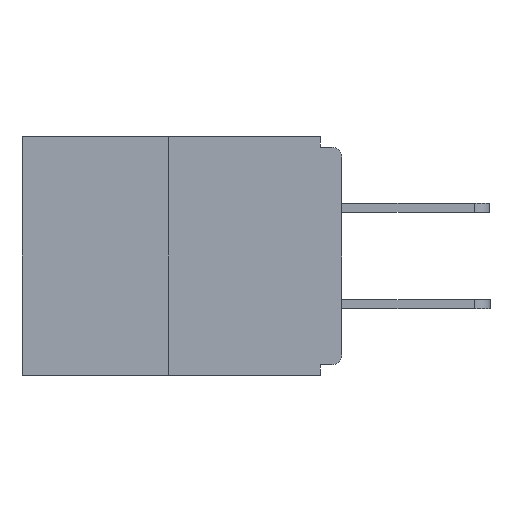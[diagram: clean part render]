
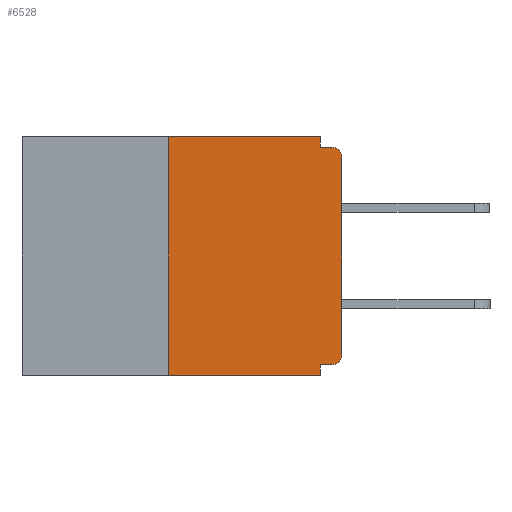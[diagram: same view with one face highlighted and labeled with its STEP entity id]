
A CAD part, left-side view. The second image highlights one B-rep face of the part: STEP entity #6528.
In plain terms, the highlighted planar face has unit normal (-1, 0, 0).
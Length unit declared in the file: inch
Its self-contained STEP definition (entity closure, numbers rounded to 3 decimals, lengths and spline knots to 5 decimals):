
#360 = DIRECTION ( 'NONE',  ( 0., 0., -1. ) ) ;
#818 = EDGE_CURVE ( 'NONE', #3930, #13038, #7398, .T. ) ;
#875 = CARTESIAN_POINT ( 'NONE',  ( 0., 0.25, 0. ) ) ;
#1234 = CARTESIAN_POINT ( 'NONE',  ( 0., 0., -0.03 ) ) ;
#1358 = CARTESIAN_POINT ( 'NONE',  ( 0., 0.015, -0.328 ) ) ;
#1411 = FACE_OUTER_BOUND ( 'NONE', #3790, .T. ) ;
#1639 = VECTOR ( 'NONE', #8448, 39.37008 ) ;
#1876 = DIRECTION ( 'NONE',  ( 0., 0., 1. ) ) ;
#2235 = VECTOR ( 'NONE', #9171, 39.37008 ) ;
#3231 = DIRECTION ( 'NONE',  ( 0., -1., 0. ) ) ;
#3302 = ORIENTED_EDGE ( 'NONE', *, *, #818, .F. ) ;
#3481 = VECTOR ( 'NONE', #13681, 39.37008 ) ;
#3790 = EDGE_LOOP ( 'NONE', ( #20688, #3302, #9393, #7421, #22375, #6274, #6153, #20400, #14989, #14358 ) ) ;
#3930 = VERTEX_POINT ( 'NONE', #6445 ) ;
#4112 = EDGE_CURVE ( 'NONE', #14762, #5512, #18939, .T. ) ;
#4149 = CARTESIAN_POINT ( 'NONE',  ( 0., 0.031, 0. ) ) ;
#4376 = EDGE_CURVE ( 'NONE', #5872, #5815, #19192, .T. ) ;
#5004 = CARTESIAN_POINT ( 'NONE',  ( 0., 0.031, -0.015 ) ) ;
#5116 = AXIS2_PLACEMENT_3D ( 'NONE', #15812, #6913, #13994 ) ;
#5283 = LINE ( 'NONE', #21753, #2235 ) ;
#5512 = VERTEX_POINT ( 'NONE', #14429 ) ;
#5815 = VERTEX_POINT ( 'NONE', #5004 ) ;
#5872 = VERTEX_POINT ( 'NONE', #4149 ) ;
#6032 = EDGE_CURVE ( 'NONE', #13038, #5872, #11763, .T. ) ;
#6056 = EDGE_CURVE ( 'NONE', #14100, #9249, #14341, .T. ) ;
#6102 = CARTESIAN_POINT ( 'NONE',  ( 0., 0.031, 0. ) ) ;
#6153 = ORIENTED_EDGE ( 'NONE', *, *, #12225, .T. ) ;
#6274 = ORIENTED_EDGE ( 'NONE', *, *, #9362, .T. ) ;
#6385 = LINE ( 'NONE', #12024, #14855 ) ;
#6445 = CARTESIAN_POINT ( 'NONE',  ( 0., 0.25, -0.343 ) ) ;
#6528 = ADVANCED_FACE ( 'NONE', ( #1411 ), #20621, .F. ) ;
#6913 = DIRECTION ( 'NONE',  ( -1., 0., 0. ) ) ;
#6938 = CARTESIAN_POINT ( 'NONE',  ( 0., 0.25, 0. ) ) ;
#7233 = CARTESIAN_POINT ( 'NONE',  ( 0., 0., 0. ) ) ;
#7398 = LINE ( 'NONE', #875, #3481 ) ;
#7421 = ORIENTED_EDGE ( 'NONE', *, *, #16609, .F. ) ;
#7610 = VECTOR ( 'NONE', #13776, 39.37008 ) ;
#8047 = EDGE_CURVE ( 'NONE', #3930, #19000, #5283, .T. ) ;
#8446 = CARTESIAN_POINT ( 'NONE',  ( 0., 0.46, 0. ) ) ;
#8448 = DIRECTION ( 'NONE',  ( 0., 0., -1. ) ) ;
#8499 = VECTOR ( 'NONE', #1876, 39.37008 ) ;
#9171 = DIRECTION ( 'NONE',  ( 0., -1., 0. ) ) ;
#9193 = LINE ( 'NONE', #12000, #1639 ) ;
#9249 = VERTEX_POINT ( 'NONE', #16985 ) ;
#9362 = EDGE_CURVE ( 'NONE', #14100, #14544, #22908, .T. ) ;
#9393 = ORIENTED_EDGE ( 'NONE', *, *, #8047, .T. ) ;
#9891 = DIRECTION ( 'NONE',  ( 0., 0., -1. ) ) ;
#11039 = DIRECTION ( 'NONE',  ( -1., 0., 0. ) ) ;
#11763 = LINE ( 'NONE', #8446, #21961 ) ;
#11845 = CARTESIAN_POINT ( 'NONE',  ( 0., 0., -0.328 ) ) ;
#12000 = CARTESIAN_POINT ( 'NONE',  ( 0., 0.031, -0.343 ) ) ;
#12024 = CARTESIAN_POINT ( 'NONE',  ( 0., 0., -0.015 ) ) ;
#12043 = AXIS2_PLACEMENT_3D ( 'NONE', #16791, #22464, #9891 ) ;
#12225 = EDGE_CURVE ( 'NONE', #14544, #14762, #20578, .T. ) ;
#12341 = CARTESIAN_POINT ( 'NONE',  ( 0., 0.031, -0.343 ) ) ;
#13038 = VERTEX_POINT ( 'NONE', #6938 ) ;
#13681 = DIRECTION ( 'NONE',  ( 0., 0., 1. ) ) ;
#13776 = DIRECTION ( 'NONE',  ( 0., 1., 0. ) ) ;
#13994 = DIRECTION ( 'NONE',  ( 0., 0., -1. ) ) ;
#14100 = VERTEX_POINT ( 'NONE', #1358 ) ;
#14341 = LINE ( 'NONE', #11845, #7610 ) ;
#14345 = AXIS2_PLACEMENT_3D ( 'NONE', #14461, #11039, #360 ) ;
#14358 = ORIENTED_EDGE ( 'NONE', *, *, #4376, .F. ) ;
#14429 = CARTESIAN_POINT ( 'NONE',  ( 0., 0.015, -0.015 ) ) ;
#14461 = CARTESIAN_POINT ( 'NONE',  ( 0., 0.015, -0.03 ) ) ;
#14544 = VERTEX_POINT ( 'NONE', #21972 ) ;
#14762 = VERTEX_POINT ( 'NONE', #1234 ) ;
#14855 = VECTOR ( 'NONE', #3231, 39.37008 ) ;
#14989 = ORIENTED_EDGE ( 'NONE', *, *, #15352, .F. ) ;
#15352 = EDGE_CURVE ( 'NONE', #5815, #5512, #6385, .T. ) ;
#15812 = CARTESIAN_POINT ( 'NONE',  ( 0., 0.015, -0.313 ) ) ;
#16609 = EDGE_CURVE ( 'NONE', #9249, #19000, #9193, .T. ) ;
#16791 = CARTESIAN_POINT ( 'NONE',  ( 0., 0.46, 0. ) ) ;
#16985 = CARTESIAN_POINT ( 'NONE',  ( 0., 0.031, -0.328 ) ) ;
#18939 = CIRCLE ( 'NONE', #14345, 0.015 ) ;
#18978 = DIRECTION ( 'NONE',  ( 0., -1., 0. ) ) ;
#19000 = VERTEX_POINT ( 'NONE', #12341 ) ;
#19192 = LINE ( 'NONE', #6102, #20595 ) ;
#20268 = DIRECTION ( 'NONE',  ( 0., 0., -1. ) ) ;
#20400 = ORIENTED_EDGE ( 'NONE', *, *, #4112, .T. ) ;
#20578 = LINE ( 'NONE', #7233, #8499 ) ;
#20595 = VECTOR ( 'NONE', #20268, 39.37008 ) ;
#20621 = PLANE ( 'NONE',  #12043 ) ;
#20688 = ORIENTED_EDGE ( 'NONE', *, *, #6032, .F. ) ;
#21753 = CARTESIAN_POINT ( 'NONE',  ( 0., 0.46, -0.343 ) ) ;
#21961 = VECTOR ( 'NONE', #18978, 39.37008 ) ;
#21972 = CARTESIAN_POINT ( 'NONE',  ( 0., 0., -0.313 ) ) ;
#22375 = ORIENTED_EDGE ( 'NONE', *, *, #6056, .F. ) ;
#22464 = DIRECTION ( 'NONE',  ( 1., 0., 0. ) ) ;
#22908 = CIRCLE ( 'NONE', #5116, 0.015 ) ;
